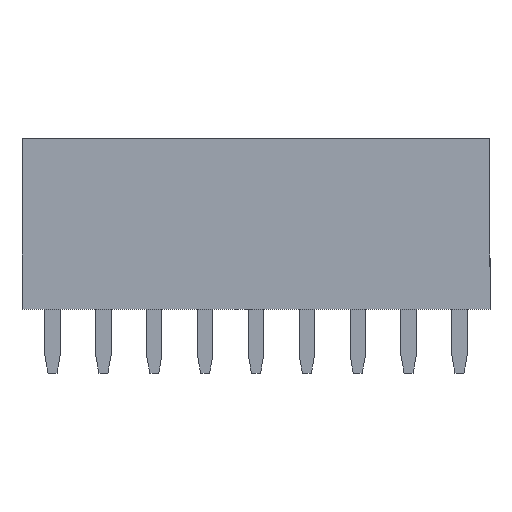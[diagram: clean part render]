
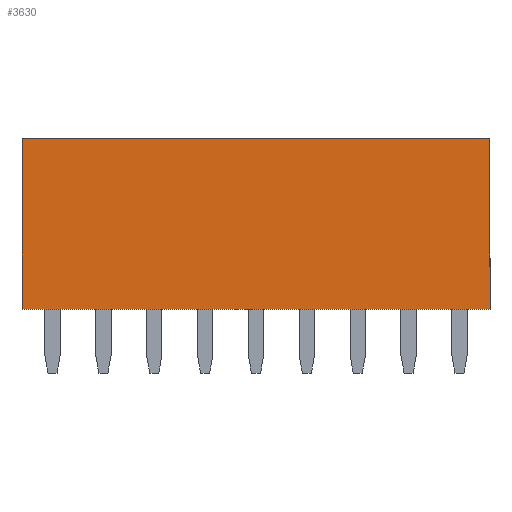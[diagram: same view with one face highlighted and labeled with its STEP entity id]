
A CAD part, top view. The second image highlights one B-rep face of the part: STEP entity #3630.
In plain terms, the highlighted planar face has unit normal (0, 0, 1).
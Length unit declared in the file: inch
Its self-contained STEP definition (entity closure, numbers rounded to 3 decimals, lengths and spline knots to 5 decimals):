
#570 = CARTESIAN_POINT ( 'NONE',  ( -0.46, 0.335, 0.05 ) ) ;
#882 = VERTEX_POINT ( 'NONE', #8051 ) ;
#1014 = ORIENTED_EDGE ( 'NONE', *, *, #3443, .F. ) ;
#1710 = VERTEX_POINT ( 'NONE', #7698 ) ;
#2095 = DIRECTION ( 'NONE',  ( 0., 0., -1. ) ) ;
#2113 = CARTESIAN_POINT ( 'NONE',  ( -0.46, 0.335, 0.05 ) ) ;
#2608 = FACE_OUTER_BOUND ( 'NONE', #8024, .T. ) ;
#2697 = AXIS2_PLACEMENT_3D ( 'NONE', #2113, #2095, #2723 ) ;
#2723 = DIRECTION ( 'NONE',  ( -1., 0., 0. ) ) ;
#3302 = EDGE_CURVE ( 'NONE', #1710, #882, #7448, .T. ) ;
#3353 = DIRECTION ( 'NONE',  ( 0., -1., 0. ) ) ;
#3425 = VECTOR ( 'NONE', #7565, 39.37008 ) ;
#3443 = EDGE_CURVE ( 'NONE', #7755, #8046, #6939, .T. ) ;
#3477 = PLANE ( 'NONE',  #2697 ) ;
#3630 = ADVANCED_FACE ( 'NONE', ( #2608 ), #3477, .F. ) ;
#4410 = ORIENTED_EDGE ( 'NONE', *, *, #3302, .T. ) ;
#4419 = CARTESIAN_POINT ( 'NONE',  ( 0.46, 0.335, 0.05 ) ) ;
#4462 = VECTOR ( 'NONE', #3353, 39.37008 ) ;
#4704 = EDGE_CURVE ( 'NONE', #8046, #882, #8081, .T. ) ;
#5281 = VECTOR ( 'NONE', #6999, 39.37008 ) ;
#5547 = DIRECTION ( 'NONE',  ( 1., 0., 0. ) ) ;
#5786 = VECTOR ( 'NONE', #5547, 39.37008 ) ;
#5839 = ORIENTED_EDGE ( 'NONE', *, *, #7849, .T. ) ;
#5872 = CARTESIAN_POINT ( 'NONE',  ( 0.46, 0.335, 0.05 ) ) ;
#6746 = CARTESIAN_POINT ( 'NONE',  ( -0.46, 0.335, 0.05 ) ) ;
#6939 = LINE ( 'NONE', #4419, #5281 ) ;
#6999 = DIRECTION ( 'NONE',  ( 1., 0., 0. ) ) ;
#7079 = ORIENTED_EDGE ( 'NONE', *, *, #4704, .F. ) ;
#7448 = LINE ( 'NONE', #7978, #5786 ) ;
#7565 = DIRECTION ( 'NONE',  ( 0., -1., 0. ) ) ;
#7645 = LINE ( 'NONE', #570, #3425 ) ;
#7698 = CARTESIAN_POINT ( 'NONE',  ( -0.46, 0., 0.05 ) ) ;
#7742 = CARTESIAN_POINT ( 'NONE',  ( 0.46, 0.335, 0.05 ) ) ;
#7755 = VERTEX_POINT ( 'NONE', #6746 ) ;
#7849 = EDGE_CURVE ( 'NONE', #7755, #1710, #7645, .T. ) ;
#7978 = CARTESIAN_POINT ( 'NONE',  ( -0.46, 0., 0.05 ) ) ;
#8024 = EDGE_LOOP ( 'NONE', ( #7079, #1014, #5839, #4410 ) ) ;
#8046 = VERTEX_POINT ( 'NONE', #5872 ) ;
#8051 = CARTESIAN_POINT ( 'NONE',  ( 0.46, 0., 0.05 ) ) ;
#8081 = LINE ( 'NONE', #7742, #4462 ) ;
